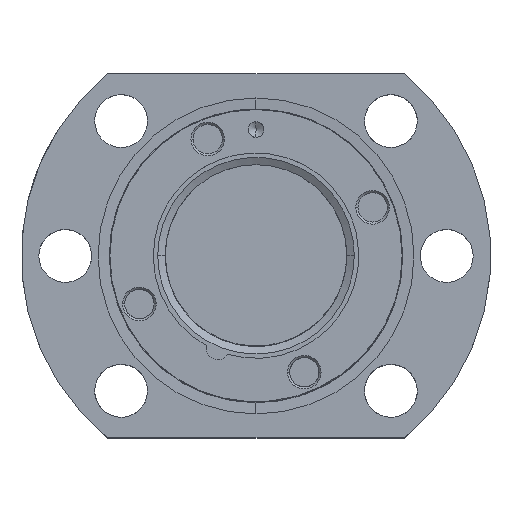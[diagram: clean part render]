
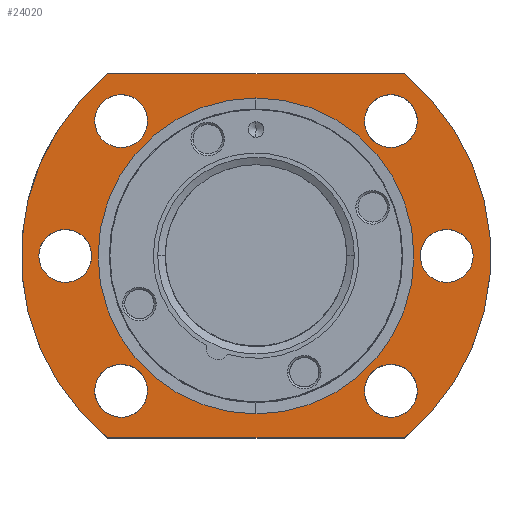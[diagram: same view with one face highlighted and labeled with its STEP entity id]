
A CAD part, top view. The second image highlights one B-rep face of the part: STEP entity #24020.
In plain terms, the highlighted planar face has unit normal (0, 0, 1).
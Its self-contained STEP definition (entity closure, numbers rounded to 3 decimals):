
#19390=CARTESIAN_POINT('',(22.981,-22.981,93.6));
#19400=DIRECTION('',(0.,0.,-1.));
#19410=DIRECTION('',(-1.,0.,0.));
#19420=AXIS2_PLACEMENT_3D('',#19390,#19400,#19410);
#19430=CIRCLE('',#19420,4.5);
#19440=CARTESIAN_POINT('',(27.053,-24.897,93.6));
#19450=VERTEX_POINT('',#19440);
#19460=CARTESIAN_POINT('',(18.481,-22.981,93.6));
#19470=VERTEX_POINT('',#19460);
#19480=EDGE_CURVE('',#19450,#19470,#19430,.T.);
#19610=CARTESIAN_POINT('',(27.481,-22.981,93.6));
#19620=VERTEX_POINT('',#19610);
#19650=EDGE_CURVE('',#19620,#19450,#19430,.T.);
#20700=CARTESIAN_POINT('',(0.,-26.913,93.6))
;
#20710=VERTEX_POINT('',#20700);
#20740=CARTESIAN_POINT('',(0.,0.,
93.6));
#20750=DIRECTION('',(0.,0.,1.));
#20760=DIRECTION('',(0.,1.,0.));
#20770=AXIS2_PLACEMENT_3D('',#20740,#20750,#20760);
#20780=CIRCLE('',#20770,26.913);
#20790=CARTESIAN_POINT('',(0.,26.913,93.6))
;
#20800=VERTEX_POINT('',#20790);
#20810=EDGE_CURVE('',#20800,#20710,#20780,.T.);
#21210=CARTESIAN_POINT('',(27.481,22.981,93.6));
#21220=VERTEX_POINT('',#21210);
#21250=CARTESIAN_POINT('',(22.981,22.981,93.6));
#21260=DIRECTION('',(0.,0.,-1.));
#21270=DIRECTION('',(-1.,0.,0.));
#21280=AXIS2_PLACEMENT_3D('',#21250,#21260,#21270);
#21290=CIRCLE('',#21280,4.5);
#21300=CARTESIAN_POINT('',(18.481,22.981,93.6));
#21310=VERTEX_POINT('',#21300);
#21320=EDGE_CURVE('',#21220,#21310,#21290,.T.);
#21960=CARTESIAN_POINT('',(32.5,0.,93.6));
#21970=DIRECTION('',(0.,0.,-1.));
#21980=DIRECTION('',(-1.,0.,0.));
#21990=AXIS2_PLACEMENT_3D('',#21960,#21970,#21980);
#22000=CIRCLE('',#21990,4.5);
#22010=CARTESIAN_POINT('',(30.976,4.234,93.6));
#22020=VERTEX_POINT('',#22010);
#22030=CARTESIAN_POINT('',(37.,0.,93.6));
#22040=VERTEX_POINT('',#22030);
#22050=EDGE_CURVE('',#22020,#22040,#22000,.T.);
#22190=CARTESIAN_POINT('',(28.,0.,93.6));
#22200=VERTEX_POINT('',#22190);
#22230=EDGE_CURVE('',#22200,#22020,#22000,.T.);
#22450=CARTESIAN_POINT('',(-25.278,31.,93.6));
#22460=VERTEX_POINT('',#22450);
#22490=CARTESIAN_POINT('',(0.,0.,
93.6));
#22500=DIRECTION('',(0.,0.,-1.));
#22510=DIRECTION('',(-1.,0.,0.));
#22520=AXIS2_PLACEMENT_3D('',#22490,#22500,#22510);
#22530=CIRCLE('',#22520,40.);
#22540=CARTESIAN_POINT('',(-25.278,-31.,93.6));
#22550=VERTEX_POINT('',#22540);
#22560=EDGE_CURVE('',#22550,#22460,#22530,.T.);
#22840=CARTESIAN_POINT('',(75.954,-37.2,93.6));
#22850=DIRECTION('',(0.,0.,-1.));
#22860=DIRECTION('',(-1.,0.,-0.));
#22870=AXIS2_PLACEMENT_3D('',#22840,#22850,#22860);
#22880=PLANE('',#22870);
#22890=CARTESIAN_POINT('',(0.,-31.,93.6));
#22900=DIRECTION('',(1.,-0.,0.));
#22910=VECTOR('',#22900,1.);
#22920=LINE('',#22890,#22910);
#22930=CARTESIAN_POINT('',(25.278,-31.,93.6));
#22940=VERTEX_POINT('',#22930);
#22950=EDGE_CURVE('',#22550,#22940,#22920,.T.);
#22960=ORIENTED_EDGE('',*,*,#22950,.T.);
#22970=ORIENTED_EDGE('',*,*,#22560,.F.);
#22980=CARTESIAN_POINT('',(0.,31.,93.6));
#22990=DIRECTION('',(1.,0.,-0.));
#23000=VECTOR('',#22990,1.);
#23010=LINE('',#22980,#23000);
#23020=CARTESIAN_POINT('',(25.278,31.,93.6));
#23030=VERTEX_POINT('',#23020);
#23040=EDGE_CURVE('',#22460,#23030,#23010,.T.);
#23050=ORIENTED_EDGE('',*,*,#23040,.F.);
#23060=CARTESIAN_POINT('',(0.,0.,93.6));
#23070=DIRECTION('',(0.,0.,-1.));
#23080=DIRECTION('',(-1.,0.,0.));
#23090=AXIS2_PLACEMENT_3D('',#23060,#23070,#23080);
#23100=CIRCLE('',#23090,40.);
#23110=EDGE_CURVE('',#23030,#22940,#23100,.T.);
#23120=ORIENTED_EDGE('',*,*,#23110,.F.);
#23130=EDGE_LOOP('',(#23120,#23050,#22970,#22960));
#23140=FACE_OUTER_BOUND('',#23130,.T.);
#23150=CARTESIAN_POINT('',(-22.981,22.981,93.6));
#23160=DIRECTION('',(0.,0.,-1.));
#23170=DIRECTION('',(-1.,0.,0.));
#23180=AXIS2_PLACEMENT_3D('',#23150,#23160,#23170);
#23190=CIRCLE('',#23180,4.5);
#23200=CARTESIAN_POINT('',(-18.481,22.981,93.6));
#23210=VERTEX_POINT('',#23200);
#23220=CARTESIAN_POINT('',(-27.481,22.981,93.6));
#23230=VERTEX_POINT('',#23220);
#23240=EDGE_CURVE('',#23210,#23230,#23190,.T.);
#23250=ORIENTED_EDGE('',*,*,#23240,.T.);
#23260=CARTESIAN_POINT('',(-27.053,24.897,93.6));
#23270=VERTEX_POINT('',#23260);
#23280=EDGE_CURVE('',#23270,#23210,#23190,.T.);
#23290=ORIENTED_EDGE('',*,*,#23280,.T.);
#23300=EDGE_CURVE('',#23230,#23270,#23190,.T.);
#23310=ORIENTED_EDGE('',*,*,#23300,.T.);
#23320=EDGE_LOOP('',(#23310,#23290,#23250));
#23330=FACE_BOUND('',#23320,.T.);
#23340=CARTESIAN_POINT('',(-32.5,0.,93.6));
#23350=DIRECTION('',(0.,0.,-1.));
#23360=DIRECTION('',(-1.,0.,0.));
#23370=AXIS2_PLACEMENT_3D('',#23340,#23350,#23360);
#23380=CIRCLE('',#23370,4.5);
#23390=CARTESIAN_POINT('',(-37.,0.,93.6));
#23400=VERTEX_POINT('',#23390);
#23410=CARTESIAN_POINT('',(-28.,0.,93.6));
#23420=VERTEX_POINT('',#23410);
#23430=EDGE_CURVE('',#23400,#23420,#23380,.T.);
#23440=ORIENTED_EDGE('',*,*,#23430,.T.);
#23450=CARTESIAN_POINT('',(-30.976,-4.234,93.6));
#23460=VERTEX_POINT('',#23450);
#23470=EDGE_CURVE('',#23460,#23400,#23380,.T.);
#23480=ORIENTED_EDGE('',*,*,#23470,.T.);
#23490=EDGE_CURVE('',#23420,#23460,#23380,.T.);
#23500=ORIENTED_EDGE('',*,*,#23490,.T.);
#23510=EDGE_LOOP('',(#23500,#23480,#23440));
#23520=FACE_BOUND('',#23510,.T.);
#23530=CARTESIAN_POINT('',(-22.981,-22.981,93.6));
#23540=DIRECTION('',(0.,0.,-1.));
#23550=DIRECTION('',(-1.,0.,0.));
#23560=AXIS2_PLACEMENT_3D('',#23530,#23540,#23550);
#23570=CIRCLE('',#23560,4.5);
#23580=CARTESIAN_POINT('',(-27.481,-22.981,93.6));
#23590=VERTEX_POINT('',#23580);
#23600=CARTESIAN_POINT('',(-18.481,-22.981,93.6));
#23610=VERTEX_POINT('',#23600);
#23620=EDGE_CURVE('',#23590,#23610,#23570,.T.);
#23630=ORIENTED_EDGE('',*,*,#23620,.T.);
#23640=CARTESIAN_POINT('',(-18.909,-24.897,93.6));
#23650=VERTEX_POINT('',#23640);
#23660=EDGE_CURVE('',#23650,#23590,#23570,.T.);
#23670=ORIENTED_EDGE('',*,*,#23660,.T.);
#23680=EDGE_CURVE('',#23610,#23650,#23570,.T.);
#23690=ORIENTED_EDGE('',*,*,#23680,.T.);
#23700=EDGE_LOOP('',(#23690,#23670,#23630));
#23710=FACE_BOUND('',#23700,.T.);
#23720=EDGE_CURVE('',#19470,#19620,#19430,.T.);
#23730=ORIENTED_EDGE('',*,*,#23720,.T.);
#23740=ORIENTED_EDGE('',*,*,#19480,.T.);
#23750=ORIENTED_EDGE('',*,*,#19650,.T.);
#23760=EDGE_LOOP('',(#23750,#23740,#23730));
#23770=FACE_BOUND('',#23760,.T.);
#23780=EDGE_CURVE('',#22040,#22200,#22000,.T.);
#23790=ORIENTED_EDGE('',*,*,#23780,.T.);
#23800=ORIENTED_EDGE('',*,*,#22050,.T.);
#23810=ORIENTED_EDGE('',*,*,#22230,.T.);
#23820=EDGE_LOOP('',(#23810,#23800,#23790));
#23830=FACE_BOUND('',#23820,.T.);
#23840=ORIENTED_EDGE('',*,*,#21320,.T.);
#23850=CARTESIAN_POINT('',(18.909,24.897,93.6));
#23860=VERTEX_POINT('',#23850);
#23870=EDGE_CURVE('',#23860,#21220,#21290,.T.);
#23880=ORIENTED_EDGE('',*,*,#23870,.T.);
#23890=EDGE_CURVE('',#21310,#23860,#21290,.T.);
#23900=ORIENTED_EDGE('',*,*,#23890,.T.);
#23910=EDGE_LOOP('',(#23900,#23880,#23840));
#23920=FACE_BOUND('',#23910,.T.);
#23930=CARTESIAN_POINT('',(26.913,0.,93.6))
;
#23940=VERTEX_POINT('',#23930);
#23950=EDGE_CURVE('',#23940,#20800,#20780,.T.);
#23960=ORIENTED_EDGE('',*,*,#23950,.F.);
#23970=ORIENTED_EDGE('',*,*,#20810,.F.);
#23980=EDGE_CURVE('',#20710,#23940,#20780,.T.);
#23990=ORIENTED_EDGE('',*,*,#23980,.F.);
#24000=EDGE_LOOP('',(#23990,#23970,#23960));
#24010=FACE_BOUND('',#24000,.T.);
#24020=ADVANCED_FACE('',(#23140,#23330,#23520,#23710,#23770,#23830,
#23920,#24010),#22880,.F.);
